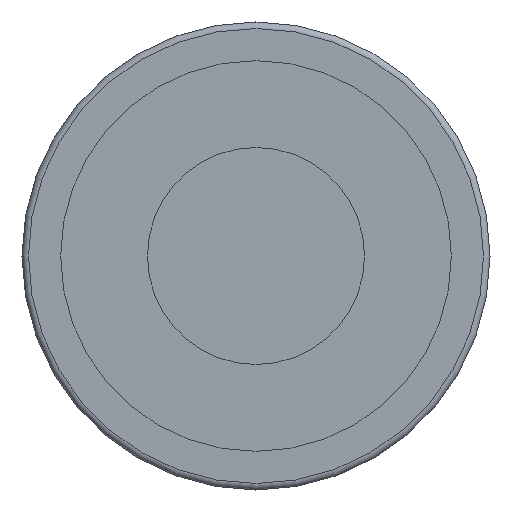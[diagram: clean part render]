
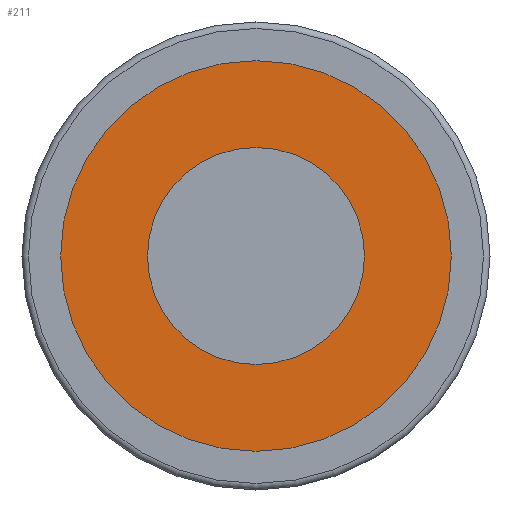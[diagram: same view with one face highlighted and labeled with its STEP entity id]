
A CAD part, front view. The second image highlights one B-rep face of the part: STEP entity #211.
In plain terms, the highlighted planar face has unit normal (0, -1, 0).
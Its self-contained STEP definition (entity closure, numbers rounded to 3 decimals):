
#19=FACE_BOUND('',#57,.T.);
#27=PLANE('',#263);
#40=FACE_OUTER_BOUND('',#56,.T.);
#56=EDGE_LOOP('',(#175));
#57=EDGE_LOOP('',(#176));
#71=CIRCLE('',#234,5.);
#89=CIRCLE('',#264,9.);
#90=VERTEX_POINT('',#342);
#105=VERTEX_POINT('',#392);
#106=EDGE_CURVE('',#90,#90,#71,.T.);
#129=EDGE_CURVE('',#105,#105,#89,.T.);
#175=ORIENTED_EDGE('',*,*,#129,.F.);
#176=ORIENTED_EDGE('',*,*,#106,.T.);
#211=ADVANCED_FACE('',(#40,#19),#27,.T.);
#234=AXIS2_PLACEMENT_3D('',#343,#270,#271);
#263=AXIS2_PLACEMENT_3D('',#391,#333,#334);
#264=AXIS2_PLACEMENT_3D('',#393,#335,#336);
#270=DIRECTION('center_axis',(0.,1.,0.));
#271=DIRECTION('ref_axis',(1.,0.,0.));
#333=DIRECTION('center_axis',(0.,-1.,0.));
#334=DIRECTION('ref_axis',(0.,0.,-1.));
#335=DIRECTION('center_axis',(0.,1.,0.));
#336=DIRECTION('ref_axis',(1.,0.,0.));
#342=CARTESIAN_POINT('',(-5.,79.083,0.));
#343=CARTESIAN_POINT('Origin',(0.,79.083,0.));
#391=CARTESIAN_POINT('Origin',(-9.,79.083,0.));
#392=CARTESIAN_POINT('',(9.,79.083,0.));
#393=CARTESIAN_POINT('Origin',(0.,79.083,0.));
